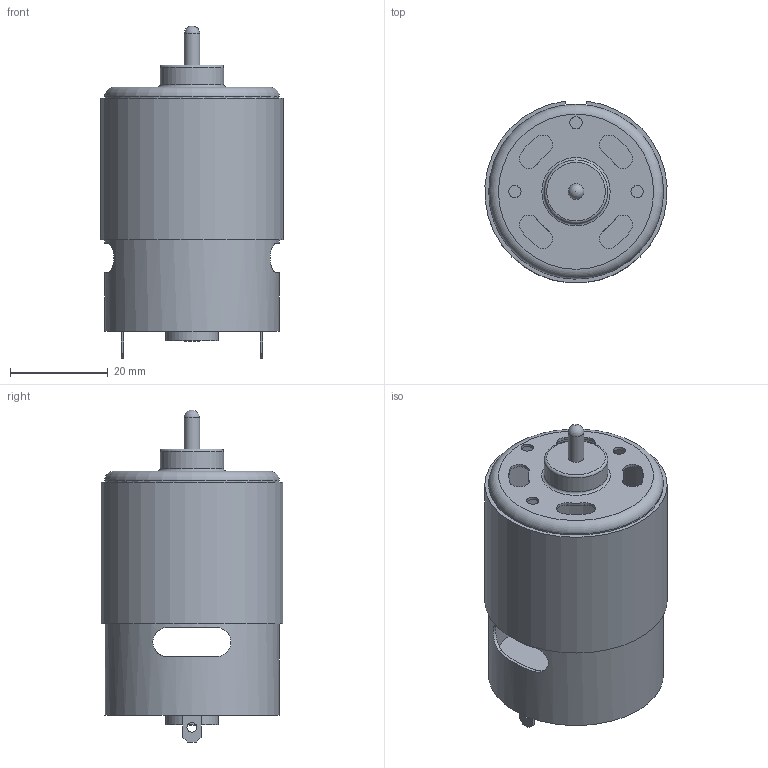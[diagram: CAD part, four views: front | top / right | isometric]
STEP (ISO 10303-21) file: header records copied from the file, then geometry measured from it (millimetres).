
FILE_DESCRIPTION(/* description */ (''),/* implementation_level */ '2;1');
FILE_NAME(/* name */ 'SMALLMOTOR_PCB_ASM.iam.step',/* time_stamp */ '2014-01-01T17:46:06-08:00',/* author */ ('Philip'),/* organization */ (''),/* preprocessor_version */ 'ST-DEVELOPER v15.2',/* originating_system */ 'Autodesk Inventor 2014',/* authorisation */ '');
FILE_SCHEMA (('AUTOMOTIVE_DESIGN { 1 0 10303 214 3 1 1 }'));
Products named in the file (2): MABUCHIMOTOR; SMALLMOTOR_PCB_ASM
Bounding box: 37.26 x 37.15 x 67.95 mm (x, y, z)
Volume: 8078.2 mm3; surface area: 15079.1 mm2
Topology: 1 solids, 1 shells, 92 faces, 234 edges, 156 vertices
Faces by surface type: plane 44, cylinder 43, torus 4, sphere 1
Full cylindrical faces by diameter (mm): 2 x2, 2.5 x3, 3.2 x2, 6.9 x1, 10.75 x1, 13 x1, 24 x1, 34.51 x2, 35.75 x1
Entity records: 2798 total; most frequent: CARTESIAN_POINT 579, DIRECTION 474, ORIENTED_EDGE 400, EDGE_CURVE 200, AXIS2_PLACEMENT_3D 187, EDGE_LOOP 146, VERTEX_POINT 144, LINE 100
